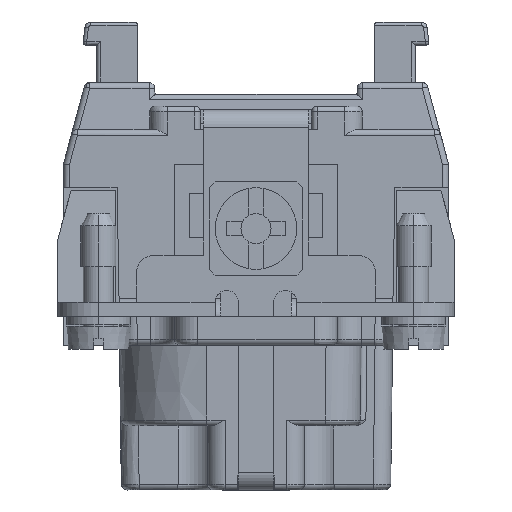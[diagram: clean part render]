
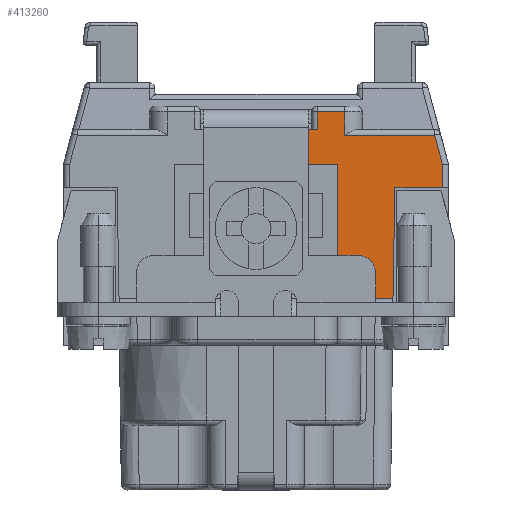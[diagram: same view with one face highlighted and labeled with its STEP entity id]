
A CAD part, left-side view. The second image highlights one B-rep face of the part: STEP entity #413260.
In plain terms, the highlighted planar face has unit normal (-1, 0, 0).
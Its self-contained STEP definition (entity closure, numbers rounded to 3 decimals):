
#410750=CARTESIAN_POINT('',(65.396,41.584,
0.1));
#410760=VERTEX_POINT('',#410750);
#411170=CARTESIAN_POINT('',(65.396,44.084,7.9));
#411180=VERTEX_POINT('',#411170);
#411710=CARTESIAN_POINT('',(65.396,41.584,7.9));
#411720=VERTEX_POINT('',#411710);
#411750=CARTESIAN_POINT('',(65.396,41.584,7.9));
#411760=DIRECTION('',(0.,0.,-1.));
#411770=VECTOR('',#411760,1.);
#411780=LINE('',#411750,#411770);
#411790=EDGE_CURVE('',#411720,#410760,#411780,.T.);
#411910=CARTESIAN_POINT('',(65.396,46.3,-3.003
));
#411920=DIRECTION('',(-1.,0.,0.));
#411930=DIRECTION('',(0.,-1.,0.));
#411940=AXIS2_PLACEMENT_3D('',#411910,#411920,#411930);
#411950=PLANE('',#411940);
#411960=CARTESIAN_POINT('',(65.396,44.084,10.9));
#411970=DIRECTION('',(0.,-1.,0.));
#411980=VECTOR('',#411970,1.);
#411990=LINE('',#411960,#411980);
#412000=CARTESIAN_POINT('',(65.396,44.084,10.9));
#412010=VERTEX_POINT('',#412000);
#412020=CARTESIAN_POINT('',(65.396,43.334,10.9));
#412030=VERTEX_POINT('',#412020);
#412040=EDGE_CURVE('',#412010,#412030,#411990,.T.);
#412050=ORIENTED_EDGE('',*,*,#412040,.F.);
#412060=CARTESIAN_POINT('',(65.396,43.334,10.9));
#412070=DIRECTION('',(0.,0.,1.));
#412080=VECTOR('',#412070,1.);
#412090=LINE('',#412060,#412080);
#412100=CARTESIAN_POINT('',(65.396,43.334,
12.4));
#412110=VERTEX_POINT('',#412100);
#412120=EDGE_CURVE('',#412030,#412110,#412090,.T.);
#412130=ORIENTED_EDGE('',*,*,#412120,.F.);
#412140=CARTESIAN_POINT('',(65.396,43.334,
12.4));
#412150=DIRECTION('',(0.,-1.,0.));
#412160=VECTOR('',#412150,1.);
#412170=LINE('',#412140,#412160);
#412180=CARTESIAN_POINT('',(65.396,40.984,
12.4));
#412190=VERTEX_POINT('',#412180);
#412200=EDGE_CURVE('',#412110,#412190,#412170,.T.);
#412210=ORIENTED_EDGE('',*,*,#412200,.F.);
#412220=CARTESIAN_POINT('',(65.396,40.984,
12.4));
#412230=DIRECTION('',(0.,0.,-1.));
#412240=VECTOR('',#412230,1.);
#412250=LINE('',#412220,#412240);
#412260=CARTESIAN_POINT('',(65.396,40.984,10.4));
#412270=VERTEX_POINT('',#412260);
#412280=EDGE_CURVE('',#412190,#412270,#412250,.T.);
#412290=ORIENTED_EDGE('',*,*,#412280,.F.);
#412300=CARTESIAN_POINT('',(65.396,40.984,10.4));
#412310=DIRECTION('',(0.,-1.,0.));
#412320=VECTOR('',#412310,1.);
#412330=LINE('',#412300,#412320);
#412340=CARTESIAN_POINT('',(65.396,33.271,10.4));
#412350=VERTEX_POINT('',#412340);
#412360=EDGE_CURVE('',#412270,#412350,#412330,.T.);
#412370=ORIENTED_EDGE('',*,*,#412360,.F.);
#412380=CARTESIAN_POINT('',(65.396,32.601,7.9));
#412390=DIRECTION('',(0.,0.259,0.966));
#412400=VECTOR('',#412390,1.);
#412410=LINE('',#412380,#412400);
#412420=CARTESIAN_POINT('',(65.396,32.601,7.9));
#412430=VERTEX_POINT('',#412420);
#412440=EDGE_CURVE('',#412430,#412350,#412410,.T.);
#412450=ORIENTED_EDGE('',*,*,#412440,.T.);
#412460=CARTESIAN_POINT('',(65.396,32.584,7.9));
#412470=CARTESIAN_POINT('',(65.396,32.587,7.9));
#412480=CARTESIAN_POINT('',(65.396,32.592,7.9));
#412490=CARTESIAN_POINT('',(65.396,32.598,7.9));
#412500=CARTESIAN_POINT('',(65.396,32.601,7.9));
#412510=B_SPLINE_CURVE_WITH_KNOTS('',3,(#412460,#412470,#412480,#412490,
#412500),.UNSPECIFIED.,.F.,.F.,(4,1,4),(0.,0.5,1.),.UNSPECIFIED.);
#412520=CARTESIAN_POINT('',(65.396,32.584,7.9));
#412530=VERTEX_POINT('',#412520);
#412540=EDGE_CURVE('',#412530,#412430,#412510,.T.);
#412550=ORIENTED_EDGE('',*,*,#412540,.T.);
#412560=CARTESIAN_POINT('',(65.396,32.584,7.9));
#412570=DIRECTION('',(0.,0.,-1.));
#412580=VECTOR('',#412570,1.);
#412590=LINE('',#412560,#412580);
#412600=CARTESIAN_POINT('',(65.396,32.584,5.9));
#412610=VERTEX_POINT('',#412600);
#412620=EDGE_CURVE('',#412530,#412610,#412590,.T.);
#412630=ORIENTED_EDGE('',*,*,#412620,.F.);
#412640=CARTESIAN_POINT('',(65.396,36.684,5.9));
#412650=DIRECTION('',(0.,-1.,0.));
#412660=VECTOR('',#412650,1.);
#412670=LINE('',#412640,#412660);
#412680=CARTESIAN_POINT('',(65.396,36.684,5.9));
#412690=VERTEX_POINT('',#412680);
#412700=EDGE_CURVE('',#412690,#412610,#412670,.T.);
#412710=ORIENTED_EDGE('',*,*,#412700,.T.);
#412720=CARTESIAN_POINT('',(65.396,36.849,-3.6));
#412730=DIRECTION('',(0.,-0.017,1.));
#412740=VECTOR('',#412730,1.);
#412750=LINE('',#412720,#412740);
#412760=CARTESIAN_POINT('',(65.396,36.849,-3.6));
#412770=VERTEX_POINT('',#412760);
#412780=EDGE_CURVE('',#412770,#412690,#412750,.T.);
#412790=ORIENTED_EDGE('',*,*,#412780,.T.);
#412800=CARTESIAN_POINT('',(65.396,36.849,-3.6));
#412810=DIRECTION('',(0.,1.,0.));
#412820=VECTOR('',#412810,1.);
#412830=LINE('',#412800,#412820);
#412840=CARTESIAN_POINT('',(65.396,38.334,-3.6));
#412850=VERTEX_POINT('',#412840);
#412860=EDGE_CURVE('',#412770,#412850,#412830,.T.);
#412870=ORIENTED_EDGE('',*,*,#412860,.F.);
#412880=CARTESIAN_POINT('',(65.396,38.334,-1.4
));
#412890=DIRECTION('',(0.,0.,-1.));
#412900=VECTOR('',#412890,1.);
#412910=LINE('',#412880,#412900);
#412920=CARTESIAN_POINT('',(65.396,38.334,-1.4
));
#412930=VERTEX_POINT('',#412920);
#412940=EDGE_CURVE('',#412930,#412850,#412910,.T.);
#412950=ORIENTED_EDGE('',*,*,#412940,.T.);
#412960=CARTESIAN_POINT('',(65.396,39.834,-1.4
));
#412970=DIRECTION('',(1.,0.,0.));
#412980=DIRECTION('',(0.,0.,1.));
#412990=AXIS2_PLACEMENT_3D('',#412960,#412970,#412980);
#413000=CIRCLE('',#412990,1.5);
#413010=CARTESIAN_POINT('',(65.396,39.834,
0.1));
#413020=VERTEX_POINT('',#413010);
#413030=EDGE_CURVE('',#413020,#412930,#413000,.T.);
#413040=ORIENTED_EDGE('',*,*,#413030,.T.);
#413050=CARTESIAN_POINT('',(65.396,41.584,0.1));
#413060=DIRECTION('',(0.,-1.,0.));
#413070=VECTOR('',#413060,1.);
#413080=LINE('',#413050,#413070);
#413090=EDGE_CURVE('',#410760,#413020,#413080,.T.);
#413100=ORIENTED_EDGE('',*,*,#413090,.T.);
#413110=ORIENTED_EDGE('',*,*,#411790,.T.);
#413120=CARTESIAN_POINT('',(65.396,41.584,7.9));
#413130=DIRECTION('',(0.,1.,0.));
#413140=VECTOR('',#413130,1.);
#413150=LINE('',#413120,#413140);
#413160=EDGE_CURVE('',#411720,#411180,#413150,.T.);
#413170=ORIENTED_EDGE('',*,*,#413160,.F.);
#413180=CARTESIAN_POINT('',(65.396,44.084,10.9));
#413190=DIRECTION('',(0.,0.,-1.));
#413200=VECTOR('',#413190,1.);
#413210=LINE('',#413180,#413200);
#413220=EDGE_CURVE('',#412010,#411180,#413210,.T.);
#413230=ORIENTED_EDGE('',*,*,#413220,.T.);
#413240=EDGE_LOOP('',(#413230,#413170,#413110,#413100,#413040,#412950,
#412870,#412790,#412710,#412630,#412550,#412450,#412370,#412290,#412210,
#412130,#412050));
#413250=FACE_OUTER_BOUND('',#413240,.T.);
#413260=ADVANCED_FACE('',(#413250),#411950,.T.);
